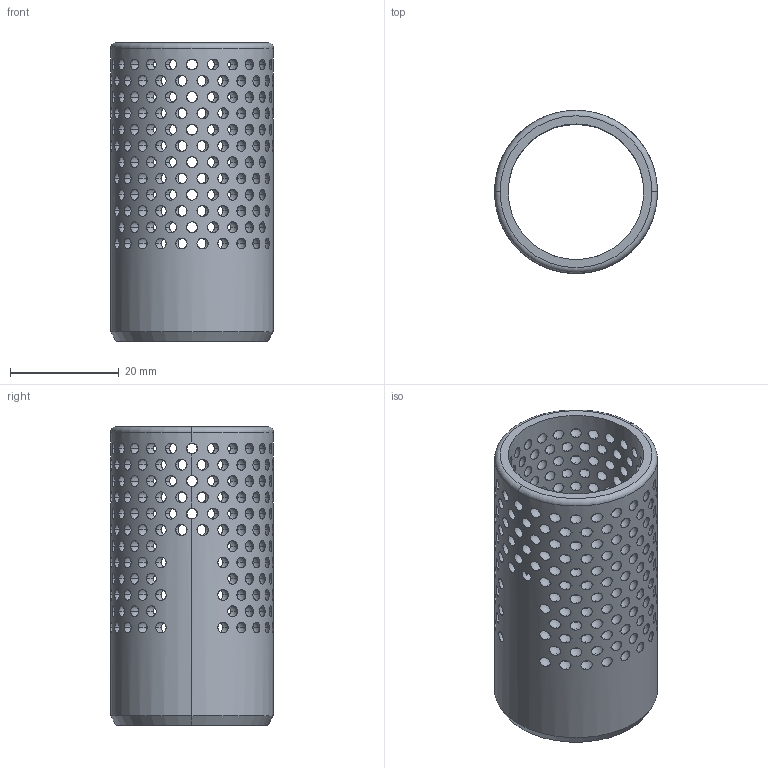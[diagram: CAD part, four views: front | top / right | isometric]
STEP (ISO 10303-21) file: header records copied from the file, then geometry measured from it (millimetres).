
FILE_DESCRIPTION (( 'STEP AP214' ), '1' );
FILE_NAME ('682QM-D25-C55.STEP', '2021-11-03T07:42:28', ( '' ), ( '' ), 'SwSTEP 2.0', 'SolidWorks 2016', '' );
FILE_SCHEMA (( 'AUTOMOTIVE_DESIGN' ));
Length unit declared in the file: millimetre
Products named in the file (2): 682QM-D25-C55
Bounding box: 30 x 30 x 55 mm (x, y, z)
Volume: 7451.7 mm3; surface area: 14987.3 mm2
Topology: 1 solids, 1 shells, 539 faces, 2942 edges, 1874 vertices
Faces by surface type: sphere 516, plane 11, cylinder 8, cone 2, torus 2
Entity records: 35169 total; most frequent: CARTESIAN_POINT 20873, ORIENTED_EDGE 3304, DIRECTION 2228, EDGE_CURVE 1652, VERTEX_POINT 1100, AXIS2_PLACEMENT_3D 1095, B_SPLINE_CURVE_WITH_KNOTS 1060, EDGE_LOOP 1050
